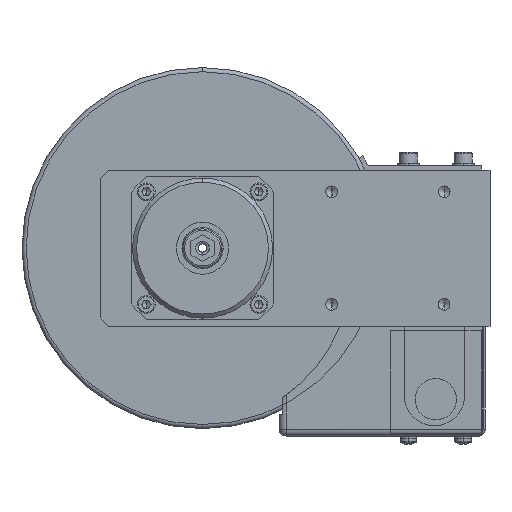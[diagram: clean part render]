
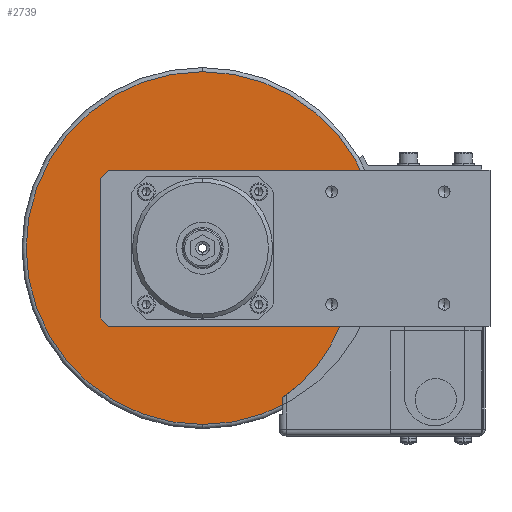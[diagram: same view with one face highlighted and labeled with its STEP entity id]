
A CAD part, left-side view. The second image highlights one B-rep face of the part: STEP entity #2739.
In plain terms, the highlighted face is planar.
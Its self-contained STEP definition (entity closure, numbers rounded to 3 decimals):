
#1113 = DIRECTION ( 'NONE',  ( 0., 0., 1. ) ) ;
#2739 = ADVANCED_FACE ( 'NONE', ( #15312, #4199 ), #22094, .F. ) ;
#3287 = ORIENTED_EDGE ( 'NONE', *, *, #17021, .T. ) ;
#4010 = AXIS2_PLACEMENT_3D ( 'NONE', #27890, #12107, #21236 ) ;
#4199 = FACE_OUTER_BOUND ( 'NONE', #9362, .T. ) ;
#5068 = EDGE_CURVE ( 'NONE', #12494, #5833, #27001, .T. ) ;
#5496 = CARTESIAN_POINT ( 'NONE',  ( 0., 0., 0. ) ) ;
#5833 = VERTEX_POINT ( 'NONE', #20297 ) ;
#7799 = EDGE_CURVE ( 'NONE', #28643, #22854, #12066, .T. ) ;
#8504 = CIRCLE ( 'NONE', #24955, 128.5 ) ;
#8724 = DIRECTION ( 'NONE',  ( 1., 0., 0. ) ) ;
#9362 = EDGE_LOOP ( 'NONE', ( #3287, #24123 ) ) ;
#10200 = AXIS2_PLACEMENT_3D ( 'NONE', #18395, #20729, #22950 ) ;
#11968 = ORIENTED_EDGE ( 'NONE', *, *, #5068, .T. ) ;
#12066 = CIRCLE ( 'NONE', #10200, 128.5 ) ;
#12107 = DIRECTION ( 'NONE',  ( 0., 0., 1. ) ) ;
#12276 = CIRCLE ( 'NONE', #12742, 49.5 ) ;
#12474 = DIRECTION ( 'NONE',  ( 0., 0., -1. ) ) ;
#12494 = VERTEX_POINT ( 'NONE', #28150 ) ;
#12742 = AXIS2_PLACEMENT_3D ( 'NONE', #5496, #1113, #27534 ) ;
#12759 = EDGE_CURVE ( 'NONE', #5833, #12494, #12276, .T. ) ;
#13135 = ORIENTED_EDGE ( 'NONE', *, *, #12759, .T. ) ;
#14882 = CARTESIAN_POINT ( 'NONE',  ( 128.5, 0., 0. ) ) ;
#15312 = FACE_BOUND ( 'NONE', #18534, .T. ) ;
#17021 = EDGE_CURVE ( 'NONE', #22854, #28643, #8504, .T. ) ;
#18395 = CARTESIAN_POINT ( 'NONE',  ( 0., 0., 0. ) ) ;
#18534 = EDGE_LOOP ( 'NONE', ( #11968, #13135 ) ) ;
#19885 = CARTESIAN_POINT ( 'NONE',  ( 0., 0., 0. ) ) ;
#20297 = CARTESIAN_POINT ( 'NONE',  ( -49.5, 0., 0. ) ) ;
#20630 = CARTESIAN_POINT ( 'NONE',  ( -128.5, 0., 0. ) ) ;
#20729 = DIRECTION ( 'NONE',  ( 0., 0., -1. ) ) ;
#21236 = DIRECTION ( 'NONE',  ( 1., 0., 0. ) ) ;
#22094 = PLANE ( 'NONE',  #22482 ) ;
#22482 = AXIS2_PLACEMENT_3D ( 'NONE', #19885, #28884, #8724 ) ;
#22854 = VERTEX_POINT ( 'NONE', #14882 ) ;
#22950 = DIRECTION ( 'NONE',  ( 1., 0., 0. ) ) ;
#24123 = ORIENTED_EDGE ( 'NONE', *, *, #7799, .T. ) ;
#24955 = AXIS2_PLACEMENT_3D ( 'NONE', #25464, #12474, #26037 ) ;
#25464 = CARTESIAN_POINT ( 'NONE',  ( 0., 0., 0. ) ) ;
#26037 = DIRECTION ( 'NONE',  ( 1., 0., 0. ) ) ;
#27001 = CIRCLE ( 'NONE', #4010, 49.5 ) ;
#27534 = DIRECTION ( 'NONE',  ( 1., 0., 0. ) ) ;
#27890 = CARTESIAN_POINT ( 'NONE',  ( 0., 0., 0. ) ) ;
#28150 = CARTESIAN_POINT ( 'NONE',  ( 49.5, 0., 0. ) ) ;
#28643 = VERTEX_POINT ( 'NONE', #20630 ) ;
#28884 = DIRECTION ( 'NONE',  ( 0., 0., 1. ) ) ;
